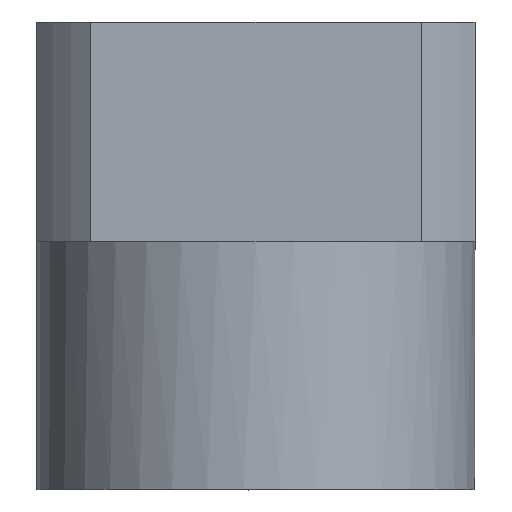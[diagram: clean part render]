
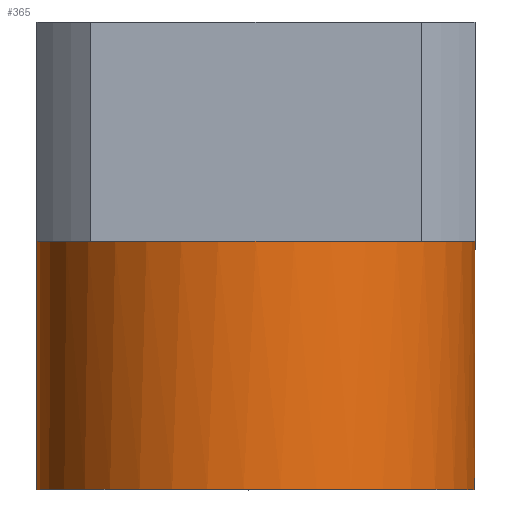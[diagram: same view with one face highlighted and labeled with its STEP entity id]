
A CAD part, top view. The second image highlights one B-rep face of the part: STEP entity #365.
In plain terms, the highlighted cylindrical face has radius 9.525 mm (diameter 19.05 mm), a full revolution.
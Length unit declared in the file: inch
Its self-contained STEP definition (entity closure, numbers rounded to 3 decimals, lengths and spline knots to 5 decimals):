
#15=FACE_BOUND('',#64,.T.);
#18=CIRCLE('',#395,0.375);
#19=CIRCLE('',#396,0.375);
#20=CIRCLE('',#397,0.375);
#21=CIRCLE('',#398,0.375);
#22=CIRCLE('',#399,0.375);
#31=CYLINDRICAL_SURFACE('',#394,0.375);
#42=FACE_OUTER_BOUND('',#63,.T.);
#63=EDGE_LOOP('',(#265));
#64=EDGE_LOOP('',(#266,#267,#268,#269));
#169=VERTEX_POINT('',#568);
#170=VERTEX_POINT('',#570);
#171=VERTEX_POINT('',#571);
#172=VERTEX_POINT('',#573);
#173=VERTEX_POINT('',#575);
#208=EDGE_CURVE('',#169,#169,#18,.T.);
#209=EDGE_CURVE('',#170,#171,#19,.T.);
#210=EDGE_CURVE('',#172,#170,#20,.T.);
#211=EDGE_CURVE('',#173,#172,#21,.T.);
#212=EDGE_CURVE('',#171,#173,#22,.T.);
#265=ORIENTED_EDGE('',*,*,#208,.F.);
#266=ORIENTED_EDGE('',*,*,#209,.F.);
#267=ORIENTED_EDGE('',*,*,#210,.F.);
#268=ORIENTED_EDGE('',*,*,#211,.F.);
#269=ORIENTED_EDGE('',*,*,#212,.F.);
#365=ADVANCED_FACE('',(#42,#15),#31,.T.);
#394=AXIS2_PLACEMENT_3D('',#567,#454,#455);
#395=AXIS2_PLACEMENT_3D('',#569,#456,#457);
#396=AXIS2_PLACEMENT_3D('',#572,#458,#459);
#397=AXIS2_PLACEMENT_3D('',#574,#460,#461);
#398=AXIS2_PLACEMENT_3D('',#576,#462,#463);
#399=AXIS2_PLACEMENT_3D('',#577,#464,#465);
#454=DIRECTION('center_axis',(0.,-1.,0.));
#455=DIRECTION('ref_axis',(-0.707,0.,-0.707));
#456=DIRECTION('center_axis',(0.,-1.,0.));
#457=DIRECTION('ref_axis',(-0.707,0.,-0.707));
#458=DIRECTION('center_axis',(0.,1.,0.));
#459=DIRECTION('ref_axis',(-0.707,0.,-0.707));
#460=DIRECTION('center_axis',(0.,1.,0.));
#461=DIRECTION('ref_axis',(-0.707,0.,-0.707));
#462=DIRECTION('center_axis',(0.,1.,0.));
#463=DIRECTION('ref_axis',(-0.707,0.,-0.707));
#464=DIRECTION('center_axis',(0.,1.,0.));
#465=DIRECTION('ref_axis',(-0.707,0.,-0.707));
#567=CARTESIAN_POINT('Origin',(0.,-0.375,0.));
#568=CARTESIAN_POINT('',(0.26517,-0.8,0.26517));
#569=CARTESIAN_POINT('Origin',(0.,-0.8,0.));
#570=CARTESIAN_POINT('',(0.,-0.375,0.375));
#571=CARTESIAN_POINT('',(0.375,-0.375,0.));
#572=CARTESIAN_POINT('Origin',(0.,-0.375,0.));
#573=CARTESIAN_POINT('',(-0.375,-0.375,0.));
#574=CARTESIAN_POINT('Origin',(0.,-0.375,0.));
#575=CARTESIAN_POINT('',(0.,-0.375,-0.375));
#576=CARTESIAN_POINT('Origin',(0.,-0.375,0.));
#577=CARTESIAN_POINT('Origin',(0.,-0.375,0.));
